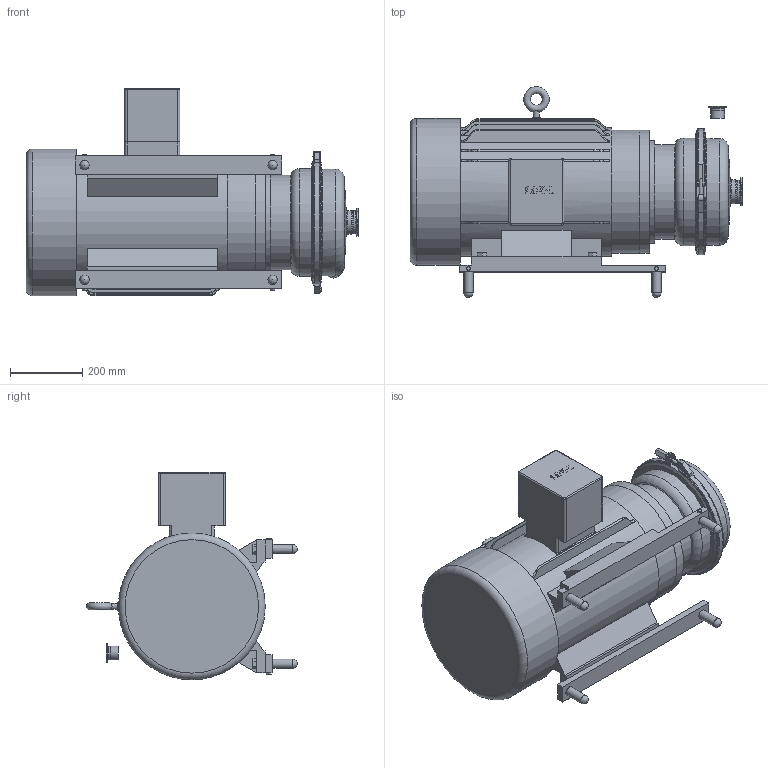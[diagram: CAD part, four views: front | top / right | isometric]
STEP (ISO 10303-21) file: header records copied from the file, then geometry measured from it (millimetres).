
FILE_DESCRIPTION(/* description */ (''),/* implementation_level */ '2;1');
FILE_NAME(/* name */ 'W+_W+70-40_326TSC_2.5x1.5_S-Line_50HP_SM.stp',/* time_stamp */ '2020-11-04T17:24:52+06:00',/* author */ ('KRXREM'),/* organization */ (''),/* preprocessor_version */ 'ST-DEVELOPER v17',/* originating_system */ 'Autodesk Inventor 2018',/* authorisation */ '');
FILE_SCHEMA (('AUTOMOTIVE_DESIGN { 1 0 10303 214 3 1 1 }'));
Length unit declared in the file: inch
Products named in the file (1): W+_W+70-40_326TSC_2.5x1.5_S-Line_50HP_SM
Bounding box: 919.46 x 583.4 x 574.8 mm (x, y, z)
Volume: 94903494.2 mm3; surface area: 2475865.6 mm2
Topology: 2 solids, 2 shells, 655 faces, 1764 edges, 1153 vertices
Faces by surface type: plane 298, cone 138, torus 95, cylinder 91, bspline 29, sphere 4
Full cylindrical faces by diameter (mm): 6.35 x4, 10 x1, 16.185 x1, 22.411 x1, 25.4 x4, 25.451 x4, 30 x1, 34.798 x1, 35 x4, 38.227 x1, 38.6 x1, 50.394 x1, 60.198 x1, 63.5 x1, 63.627 x1, 65.483 x1, 77.47 x1, 262 x1, 266.7 x1, 284 x1, 295.5 x1, 298 x1, 340 x3, 340.36 x1, 355.6 x1, 406.4 x1
Entity records: 22991 total; most frequent: CARTESIAN_POINT 6668, ORIENTED_EDGE 3520, DIRECTION 3110, EDGE_CURVE 1760, AXIS2_PLACEMENT_3D 1193, VERTEX_POINT 1153, EDGE_LOOP 726, LINE 724
